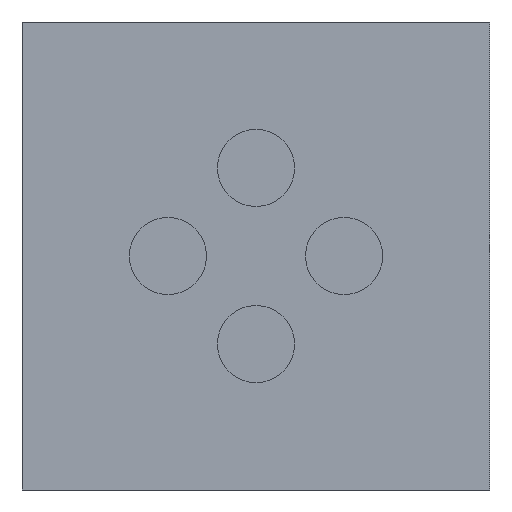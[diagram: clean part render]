
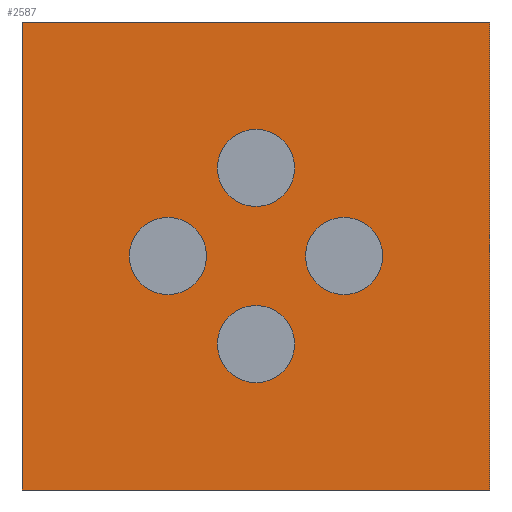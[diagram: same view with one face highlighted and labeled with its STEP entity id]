
A CAD part, left-side view. The second image highlights one B-rep face of the part: STEP entity #2587.
In plain terms, the highlighted planar face has unit normal (-1, 0, 0).
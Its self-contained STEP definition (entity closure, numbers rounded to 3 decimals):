
#87=FACE_BOUND('',#798,.T.);
#88=FACE_BOUND('',#799,.T.);
#89=FACE_BOUND('',#800,.T.);
#90=FACE_BOUND('',#801,.T.);
#117=PLANE('',#2851);
#176=LINE('',#5220,#256);
#180=LINE('',#5229,#260);
#183=LINE('',#5233,#263);
#184=LINE('',#5235,#264);
#256=VECTOR('',#3384,10.);
#260=VECTOR('',#3390,10.);
#263=VECTOR('',#3395,10.);
#264=VECTOR('',#3398,10.);
#361=CIRCLE('',#2702,3.);
#363=CIRCLE('',#2705,3.);
#417=CIRCLE('',#2797,3.);
#419=CIRCLE('',#2800,3.);
#626=FACE_OUTER_BOUND('',#797,.T.);
#797=EDGE_LOOP('',(#2056,#2057,#2058,#2059));
#798=EDGE_LOOP('',(#2060));
#799=EDGE_LOOP('',(#2061));
#800=EDGE_LOOP('',(#2062));
#801=EDGE_LOOP('',(#2063));
#1028=VERTEX_POINT('',#4121);
#1030=VERTEX_POINT('',#4127);
#1098=VERTEX_POINT('',#4906);
#1100=VERTEX_POINT('',#4912);
#1129=VERTEX_POINT('',#5217);
#1130=VERTEX_POINT('',#5219);
#1133=VERTEX_POINT('',#5226);
#1134=VERTEX_POINT('',#5228);
#1289=EDGE_CURVE('',#1028,#1028,#361,.T.);
#1292=EDGE_CURVE('',#1030,#1030,#363,.T.);
#1405=EDGE_CURVE('',#1098,#1098,#417,.T.);
#1408=EDGE_CURVE('',#1100,#1100,#419,.T.);
#1457=EDGE_CURVE('',#1130,#1129,#176,.T.);
#1461=EDGE_CURVE('',#1134,#1133,#180,.T.);
#1464=EDGE_CURVE('',#1130,#1133,#183,.T.);
#1465=EDGE_CURVE('',#1129,#1134,#184,.T.);
#2056=ORIENTED_EDGE('',*,*,#1464,.F.);
#2057=ORIENTED_EDGE('',*,*,#1457,.T.);
#2058=ORIENTED_EDGE('',*,*,#1465,.T.);
#2059=ORIENTED_EDGE('',*,*,#1461,.T.);
#2060=ORIENTED_EDGE('',*,*,#1289,.T.);
#2061=ORIENTED_EDGE('',*,*,#1292,.T.);
#2062=ORIENTED_EDGE('',*,*,#1405,.T.);
#2063=ORIENTED_EDGE('',*,*,#1408,.T.);
#2587=ADVANCED_FACE('',(#626,#87,#88,#89,#90),#117,.T.);
#2702=AXIS2_PLACEMENT_3D('',#4122,#3057,#3058);
#2705=AXIS2_PLACEMENT_3D('',#4128,#3064,#3065);
#2797=AXIS2_PLACEMENT_3D('',#4907,#3265,#3266);
#2800=AXIS2_PLACEMENT_3D('',#4913,#3272,#3273);
#2851=AXIS2_PLACEMENT_3D('',#5234,#3396,#3397);
#3057=DIRECTION('center_axis',(1.,0.,0.));
#3058=DIRECTION('ref_axis',(0.,-1.,0.));
#3064=DIRECTION('center_axis',(1.,0.,0.));
#3065=DIRECTION('ref_axis',(0.,-1.,0.));
#3265=DIRECTION('center_axis',(1.,0.,0.));
#3266=DIRECTION('ref_axis',(0.,0.,1.));
#3272=DIRECTION('center_axis',(1.,0.,0.));
#3273=DIRECTION('ref_axis',(0.,0.,1.));
#3384=DIRECTION('',(0.,-1.,0.));
#3390=DIRECTION('',(0.,1.,0.));
#3395=DIRECTION('',(0.,0.,1.));
#3396=DIRECTION('center_axis',(-1.,0.,0.));
#3397=DIRECTION('ref_axis',(0.,1.,0.));
#3398=DIRECTION('',(0.,0.,1.));
#4121=CARTESIAN_POINT('',(-20.,-13.852,-10.));
#4122=CARTESIAN_POINT('Origin',(-20.,-16.852,-10.));
#4127=CARTESIAN_POINT('',(-20.,-0.148,-10.));
#4128=CARTESIAN_POINT('Origin',(-20.,-3.148,-10.));
#4906=CARTESIAN_POINT('',(-20.,-10.,-6.148));
#4907=CARTESIAN_POINT('Origin',(-20.,-10.,-3.148));
#4912=CARTESIAN_POINT('',(-20.,-10.,-19.852));
#4913=CARTESIAN_POINT('Origin',(-20.,-10.,-16.852));
#5217=CARTESIAN_POINT('',(-20.,-28.199,-28.199));
#5219=CARTESIAN_POINT('',(-20.,8.199,-28.199));
#5220=CARTESIAN_POINT('',(-20.,-19.1,-28.199));
#5226=CARTESIAN_POINT('',(-20.,8.199,8.199));
#5228=CARTESIAN_POINT('',(-20.,-28.199,8.199));
#5229=CARTESIAN_POINT('',(-20.,-0.9,8.199));
#5233=CARTESIAN_POINT('',(-20.,8.199,-4.5));
#5234=CARTESIAN_POINT('Origin',(-20.,-28.199,-4.5));
#5235=CARTESIAN_POINT('',(-20.,-28.199,-4.5));
